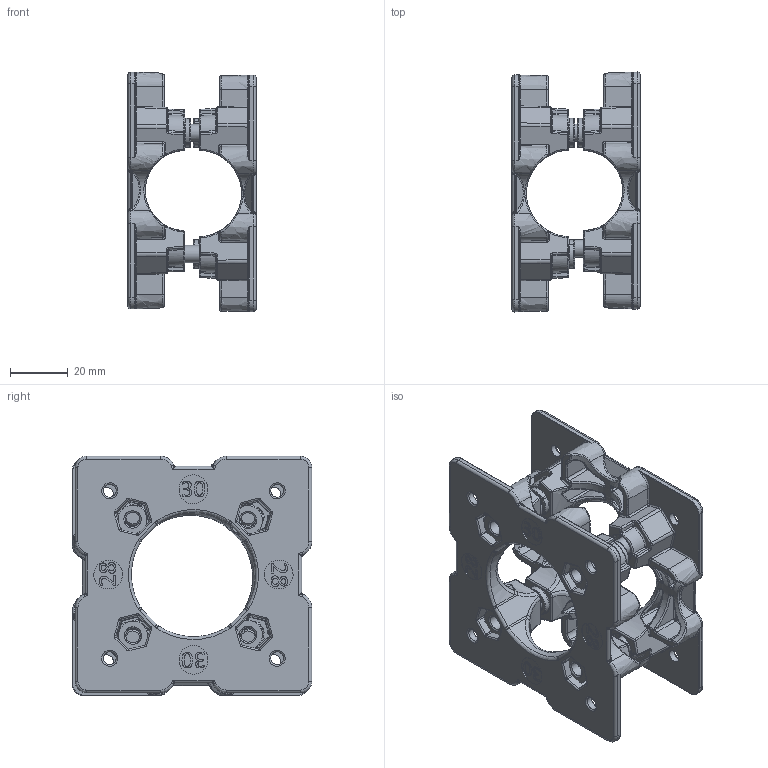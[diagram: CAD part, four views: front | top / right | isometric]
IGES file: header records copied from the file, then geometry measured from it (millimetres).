
Global section: file name: 623046; native system: Autodesk Inventor 2021; preprocessor: unknown; author: Spacek; date: 20201211.135328; units: millimetre
Bounding box: 44.4 x 83.06 x 83.06 mm (x, y, z)
Volume: 66841.5 mm3; surface area: 46583.9 mm2
Topology: 10 solids, 10 shells, 3432 faces, 8122 edges, 4710 vertices
Faces by surface type: bspline 3432
